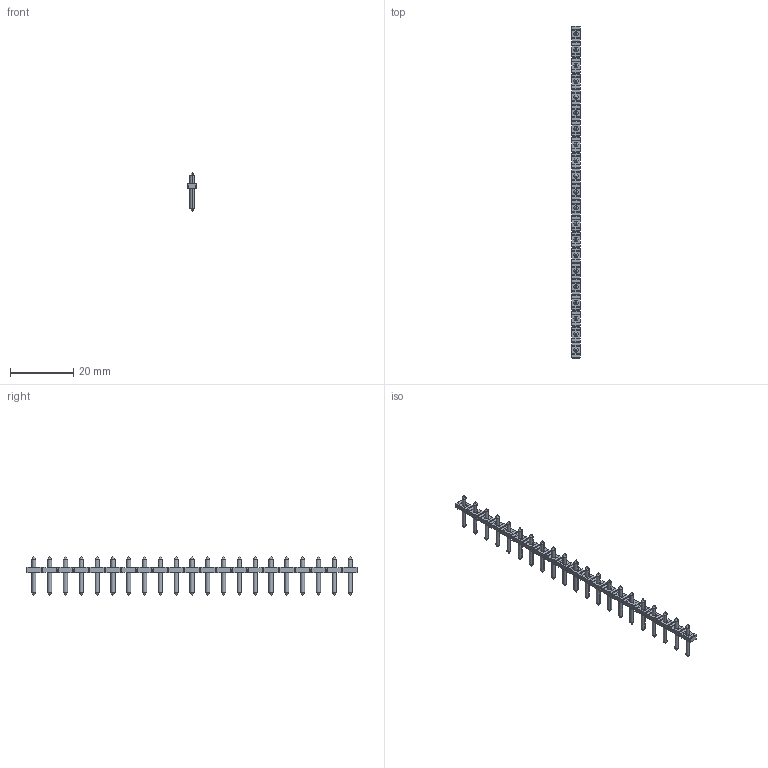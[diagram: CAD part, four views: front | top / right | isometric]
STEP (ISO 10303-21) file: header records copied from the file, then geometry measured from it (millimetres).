
FILE_DESCRIPTION((''),'2;1');
FILE_NAME('PRT0007','2024-09-29T13:36:06',('tluser'),(''),'CREO PARAMETRIC BY PTC INC, 2018100','CREO PARAMETRIC BY PTC INC, 2018100','');
FILE_SCHEMA(('CONFIG_CONTROL_DESIGN'));
Length unit declared in the file: millimetre
Products named in the file (1): PRT0007
Bounding box: 2.8 x 105 x 12.5 mm (x, y, z)
Volume: 729 mm3; surface area: 1805.7 mm2
Topology: 1 solids, 1 shells, 678 faces, 1608 edges, 890 vertices
Faces by surface type: plane 510, cylinder 84, cone 84
Entity records: 18170 total; most frequent: CARTESIAN_POINT 3092, DIRECTION 3048, ORIENTED_EDGE 3048, EDGE_CURVE 1524, VECTOR 1356, LINE 1356, VERTEX_POINT 890, AXIS2_PLACEMENT_3D 846
